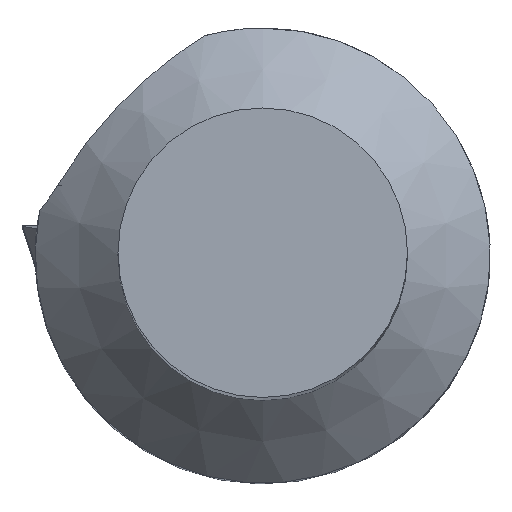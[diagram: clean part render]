
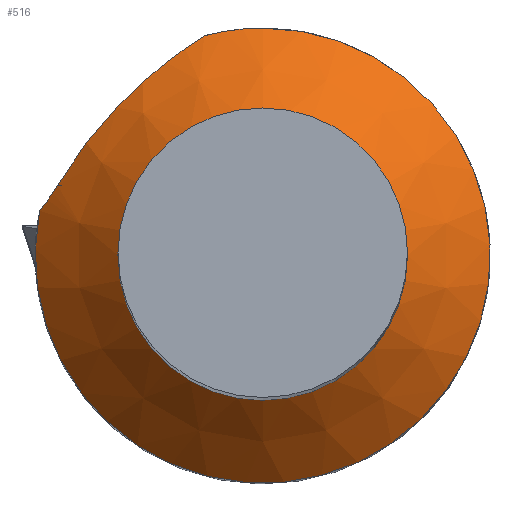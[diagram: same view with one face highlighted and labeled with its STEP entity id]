
A CAD part, top view. The second image highlights one B-rep face of the part: STEP entity #516.
In plain terms, the highlighted conical face has half-angle 45 degrees and reference radius 3.5 mm.
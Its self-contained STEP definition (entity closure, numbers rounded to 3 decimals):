
#237=EDGE_CURVE('240[2]',#473,#467,#622,.T.);
#251=EDGE_CURVE('240[2]',#531,#473,#639,.T.);
#418=EDGE_CURVE('240[2]',#489,#489,#829,.T.);
#443=EDGE_CURVE('240[2]',#467,#531,#860,.T.);
#467=VERTEX_POINT('NONE',#884);
#473=VERTEX_POINT('NONE',#890);
#489=VERTEX_POINT('NONE',#907);
#516=ADVANCED_FACE('240[2]',(#936,#937),#938,.T.);
#531=VERTEX_POINT('NONE',#956);
#622=B_SPLINE_CURVE_WITH_KNOTS('',3,(#1100,#1101,#1102,#1103,#1104,#1105),.UNSPECIFIED.,.F.,.F.,(4,2,4),(0.,0.003,0.005),.UNSPECIFIED.);
#639=B_SPLINE_CURVE_WITH_KNOTS('',3,(#1130,#1131,#1132,#1133),.UNSPECIFIED.,.F.,.F.,(4,4),(0.,0.001),.UNSPECIFIED.);
#829=CIRCLE('',#1494,3.5);
#860=CIRCLE('',#1539,5.5);
#884=CARTESIAN_POINT('',(-1.41,5.316,-39.6));
#890=CARTESIAN_POINT('',(-4.962,1.7,-39.345));
#907=CARTESIAN_POINT('',(0.,3.5,-37.6));
#936=FACE_BOUND('',#1697,.T.);
#937=FACE_BOUND('',#1698,.T.);
#938=CONICAL_SURFACE('',#1699,3.5,0.785);
#956=CARTESIAN_POINT('',(-5.392,1.083,-39.6));
#1100=CARTESIAN_POINT('',(-4.962,1.7,-39.345));
#1101=CARTESIAN_POINT('',(-4.522,2.429,-39.165));
#1102=CARTESIAN_POINT('',(-4.,3.109,-39.091));
#1103=CARTESIAN_POINT('',(-2.777,4.346,-39.184));
#1104=CARTESIAN_POINT('',(-2.112,4.869,-39.348));
#1105=CARTESIAN_POINT('',(-1.41,5.316,-39.6));
#1130=CARTESIAN_POINT('',(-5.392,1.083,-39.6));
#1131=CARTESIAN_POINT('',(-5.239,1.269,-39.487));
#1132=CARTESIAN_POINT('',(-5.097,1.475,-39.4));
#1133=CARTESIAN_POINT('',(-4.962,1.7,-39.345));
#1494=AXIS2_PLACEMENT_3D('',#1990,#1991,#1992);
#1539=AXIS2_PLACEMENT_3D('',#2044,#2045,#2046);
#1697=EDGE_LOOP('',(#2089));
#1698=EDGE_LOOP('',(#2090,#2091,#2092));
#1699=AXIS2_PLACEMENT_3D('',#2093,#2094,#2095);
#1990=CARTESIAN_POINT('',(0.0,0.0,-37.6));
#1991=DIRECTION('',(0.0,0.0,-1.0));
#1992=DIRECTION('',(0.,1.0,0.0));
#2044=CARTESIAN_POINT('',(0.0,0.0,-39.6));
#2045=DIRECTION('',(0.0,0.0,-1.0));
#2046=DIRECTION('',(0.,1.0,0.0));
#2089=ORIENTED_EDGE('',*,*,#418,.T.);
#2090=ORIENTED_EDGE('',*,*,#443,.F.);
#2091=ORIENTED_EDGE('',*,*,#237,.F.);
#2092=ORIENTED_EDGE('',*,*,#251,.F.);
#2093=CARTESIAN_POINT('',(0.0,0.0,-37.6));
#2094=DIRECTION('',(-0.0,0.0,-1.0));
#2095=DIRECTION('',(0.,1.0,0.0));
